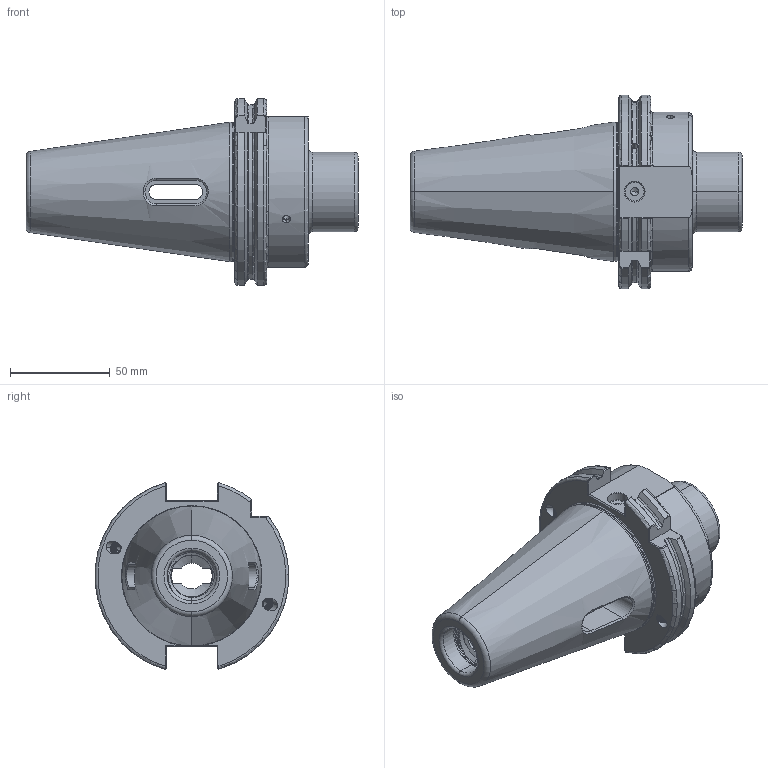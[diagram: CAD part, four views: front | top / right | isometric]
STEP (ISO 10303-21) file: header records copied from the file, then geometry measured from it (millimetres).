
FILE_DESCRIPTION (( 'STEP AP203' ), '1' );
FILE_NAME ('503.07.03.STEP', '2016-07-16T06:24:03', ( '' ), ( '' ), 'SwSTEP 2.0', 'SolidWorks 2012', '' );
FILE_SCHEMA (( 'CONFIG_CONTROL_DESIGN' ));
Length unit declared in the file: millimetre
Products named in the file (1): 503.07.03
Bounding box: 166.75 x 97.32 x 93.81 mm (x, y, z)
Volume: 420822.3 mm3; surface area: 60286.9 mm2
Topology: 1 solids, 1 shells, 299 faces, 795 edges, 490 vertices
Faces by surface type: cylinder 115, plane 69, cone 41, torus 39, bspline 35
Entity records: 22573 total; most frequent: CARTESIAN_POINT 15829, ORIENTED_EDGE 1562, DIRECTION 1177, EDGE_CURVE 781, VERTEX_POINT 490, AXIS2_PLACEMENT_3D 458, EDGE_LOOP 319, FACE_OUTER_BOUND 299
